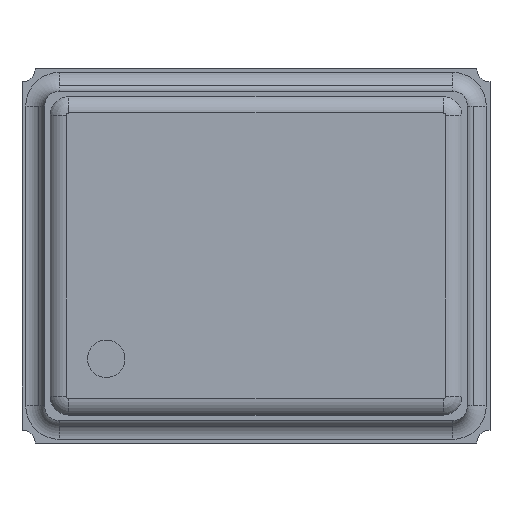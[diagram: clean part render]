
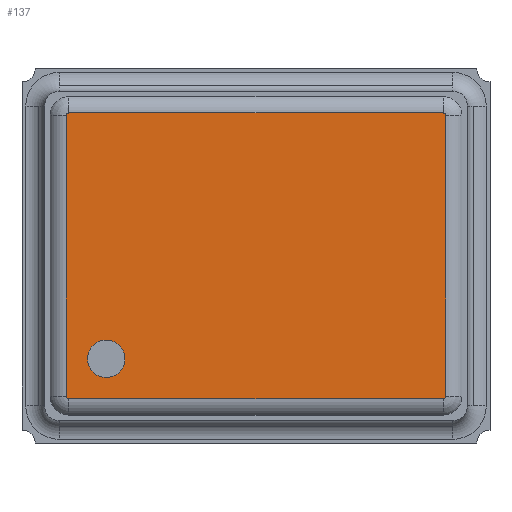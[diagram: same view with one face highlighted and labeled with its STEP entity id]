
A CAD part, top view. The second image highlights one B-rep face of the part: STEP entity #137.
In plain terms, the highlighted planar face has unit normal (0, 0, 1).
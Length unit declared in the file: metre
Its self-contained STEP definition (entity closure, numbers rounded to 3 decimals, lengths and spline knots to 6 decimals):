
#137=ADVANCED_FACE('0:31',(#297,#298),#299,.T.);
#297=FACE_BOUND('',#484,.T.);
#298=FACE_OUTER_BOUND('',#485,.T.);
#299=PLANE('',#486);
#484=EDGE_LOOP('',(#764,#765));
#485=EDGE_LOOP('',(#766,#767,#768,#769,#770,#771,#772,#773));
#486=AXIS2_PLACEMENT_3D('',#774,#775,#776);
#764=ORIENTED_EDGE('',*,*,#1111,.T.);
#765=ORIENTED_EDGE('',*,*,#1181,.T.);
#766=ORIENTED_EDGE('',*,*,#1182,.F.);
#767=ORIENTED_EDGE('',*,*,#1183,.F.);
#768=ORIENTED_EDGE('',*,*,#1184,.F.);
#769=ORIENTED_EDGE('',*,*,#1185,.F.);
#770=ORIENTED_EDGE('',*,*,#1186,.F.);
#771=ORIENTED_EDGE('',*,*,#1187,.F.);
#772=ORIENTED_EDGE('',*,*,#1188,.F.);
#773=ORIENTED_EDGE('',*,*,#1189,.F.);
#774=CARTESIAN_POINT('',(-0.001,-0.00075,0.0006));
#775=DIRECTION('',(0.0,0.0,1.0));
#776=DIRECTION('',(1.0,0.0,0.0));
#1111=EDGE_CURVE('0:235',#1307,#1304,#1308,.T.);
#1181=EDGE_CURVE('',#1304,#1307,#1419,.T.);
#1182=EDGE_CURVE('0:8778',#1420,#1421,#1422,.T.);
#1183=EDGE_CURVE('0:8784',#1423,#1420,#1424,.T.);
#1184=EDGE_CURVE('0:8790',#1425,#1423,#1426,.T.);
#1185=EDGE_CURVE('0:8796',#1427,#1425,#1428,.T.);
#1186=EDGE_CURVE('0:8799',#1429,#1427,#1430,.T.);
#1187=EDGE_CURVE('0:8793',#1431,#1429,#1432,.T.);
#1188=EDGE_CURVE('0:8787',#1433,#1431,#1434,.T.);
#1189=EDGE_CURVE('0:8781',#1421,#1433,#1435,.T.);
#1304=VERTEX_POINT('',#1590);
#1307=VERTEX_POINT('NONE',#1594);
#1308=CIRCLE('',#1595,0.0001);
#1419=CIRCLE('',#1727,0.0001);
#1420=VERTEX_POINT('',#1728);
#1421=VERTEX_POINT('',#1729);
#1422=LINE('',#1730,#1731);
#1423=VERTEX_POINT('',#1732);
#1424=CIRCLE('',#1733,0.000013);
#1425=VERTEX_POINT('',#1734);
#1426=LINE('',#1735,#1736);
#1427=VERTEX_POINT('',#1737);
#1428=CIRCLE('',#1738,0.000013);
#1429=VERTEX_POINT('',#1739);
#1430=LINE('',#1740,#1741);
#1431=VERTEX_POINT('',#1742);
#1432=CIRCLE('',#1743,0.000013);
#1433=VERTEX_POINT('',#1744);
#1434=LINE('',#1745,#1746);
#1435=CIRCLE('',#1747,0.000013);
#1590=CARTESIAN_POINT('',(-0.0007,-0.00055,0.0006));
#1594=CARTESIAN_POINT('',(-0.0009,-0.00055,0.0006));
#1595=AXIS2_PLACEMENT_3D('',#1962,#1963,#1964);
#1727=AXIS2_PLACEMENT_3D('',#2085,#2086,#2087);
#1728=CARTESIAN_POINT('',(0.001013,0.00075,0.0006));
#1729=CARTESIAN_POINT('',(0.001013,-0.00075,0.0006));
#1730=CARTESIAN_POINT('',(0.001013,0.00075,0.0006));
#1731=VECTOR('',#2088,0.0001);
#1732=CARTESIAN_POINT('',(0.001,0.000763,0.0006));
#1733=AXIS2_PLACEMENT_3D('',#2089,#2090,#2091);
#1734=CARTESIAN_POINT('',(-0.001,0.000763,0.0006));
#1735=CARTESIAN_POINT('',(-0.001,0.000763,0.0006));
#1736=VECTOR('',#2092,0.0001);
#1737=CARTESIAN_POINT('',(-0.001013,0.00075,0.0006));
#1738=AXIS2_PLACEMENT_3D('',#2093,#2094,#2095);
#1739=CARTESIAN_POINT('',(-0.001013,-0.00075,0.0006));
#1740=CARTESIAN_POINT('',(-0.001013,-0.0008,0.0006));
#1741=VECTOR('',#2096,0.0001);
#1742=CARTESIAN_POINT('',(-0.001,-0.000763,0.0006));
#1743=AXIS2_PLACEMENT_3D('',#2097,#2098,#2099);
#1744=CARTESIAN_POINT('',(0.001,-0.000763,0.0006));
#1745=CARTESIAN_POINT('',(-0.001,-0.000763,0.0006));
#1746=VECTOR('',#2100,0.0001);
#1747=AXIS2_PLACEMENT_3D('',#2101,#2102,#2103);
#1962=CARTESIAN_POINT('',(-0.0008,-0.00055,0.0006));
#1963=DIRECTION('',(0.0,0.0,-1.0));
#1964=DIRECTION('',(1.0,0.0,0.0));
#2085=CARTESIAN_POINT('',(-0.0008,-0.00055,0.0006));
#2086=DIRECTION('',(0.0,0.0,-1.0));
#2087=DIRECTION('',(1.0,0.0,0.0));
#2088=DIRECTION('',(0.0,-1.0,0.0));
#2089=CARTESIAN_POINT('',(0.001,0.00075,0.0006));
#2090=DIRECTION('',(-0.0,0.0,-1.0));
#2091=DIRECTION('',(-1.0,0.,0.0));
#2092=DIRECTION('',(1.0,0.0,0.0));
#2093=CARTESIAN_POINT('',(-0.001,0.00075,0.0006));
#2094=DIRECTION('',(-0.0,0.0,-1.0));
#2095=DIRECTION('',(0.,-1.0,0.0));
#2096=DIRECTION('',(0.0,1.0,-0.0));
#2097=CARTESIAN_POINT('',(-0.001,-0.00075,0.0006));
#2098=DIRECTION('',(0.0,0.0,-1.0));
#2099=DIRECTION('',(0.0,1.0,0.0));
#2100=DIRECTION('',(-1.0,0.0,0.0));
#2101=CARTESIAN_POINT('',(0.001,-0.00075,0.0006));
#2102=DIRECTION('',(-0.0,0.0,-1.0));
#2103=DIRECTION('',(-1.0,0.,0.0));
